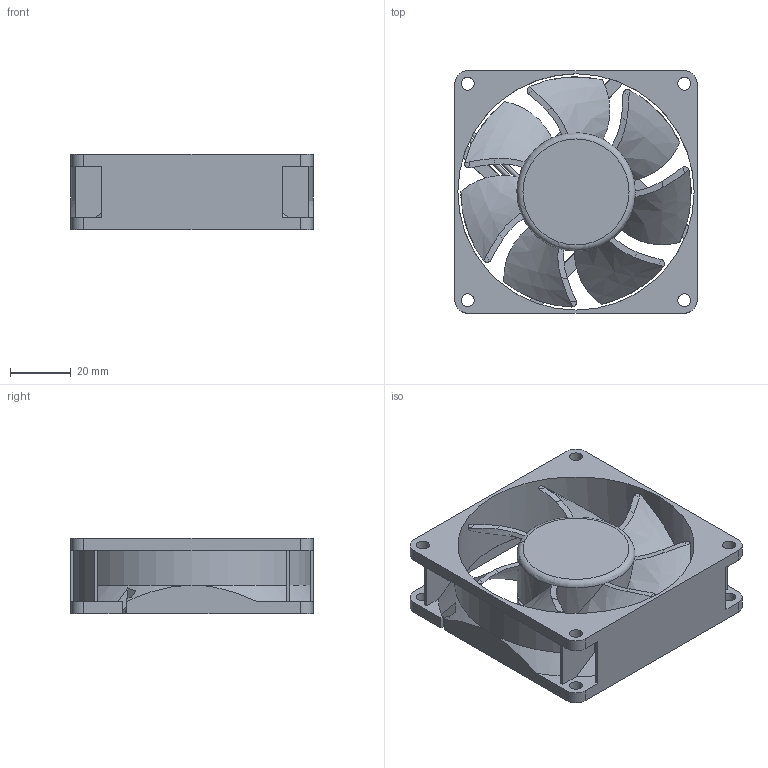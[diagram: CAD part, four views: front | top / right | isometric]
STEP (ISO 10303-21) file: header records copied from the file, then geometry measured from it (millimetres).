
FILE_DESCRIPTION(/* description */ ('STEP AP242','CAx-IF Rec.Pracs.---Representation and Presentation of Product Manufacturing Information (PMI)---4.0---2014-10-13','CAx-IF Rec.Pracs.---3D Tessellated Geometry---0.4---2014-09-14','2;1'),/* implementation_level */ '2;1');
FILE_NAME(/* name */ '622912bc96eb074a2f7090ea',/* time_stamp */ '2022-03-09T20:49:01+00:00',/* author */ (''),/* organization */ (''),/* preprocessor_version */ 'ST-DEVELOPER v18.101',/* originating_system */ ' ',/* authorisation */ ' ');
FILE_SCHEMA (('AP242_MANAGED_MODEL_BASED_3D_ENGINEERING_MIM_LF { 1 0 10303 442 1 1 4 }'));
Length unit declared in the file: metre
Products named in the file (1): 80mm brushless fan (SUNON KD1208PTB1)
Bounding box: 80 x 80 x 25 mm (x, y, z)
Volume: 51828.7 mm3; surface area: 38311.4 mm2
Topology: 1 solids, 1 shells, 214 faces, 862 edges, 685 vertices
Faces by surface type: plane 114, cylinder 51, cone 23, bspline 14, torus 12
Full cylindrical faces by diameter (mm): 1.4 x2, 4.3 x8, 19.5 x1, 33.5 x1, 34 x1, 39 x1, 78 x1
Entity records: 9946 total; most frequent: CARTESIAN_POINT 3029, ORIENTED_EDGE 1682, DIRECTION 1033, EDGE_CURVE 841, VERTEX_POINT 680, B_SPLINE_CURVE_WITH_KNOTS 358, AXIS2_PLACEMENT_3D 349, LINE 335
